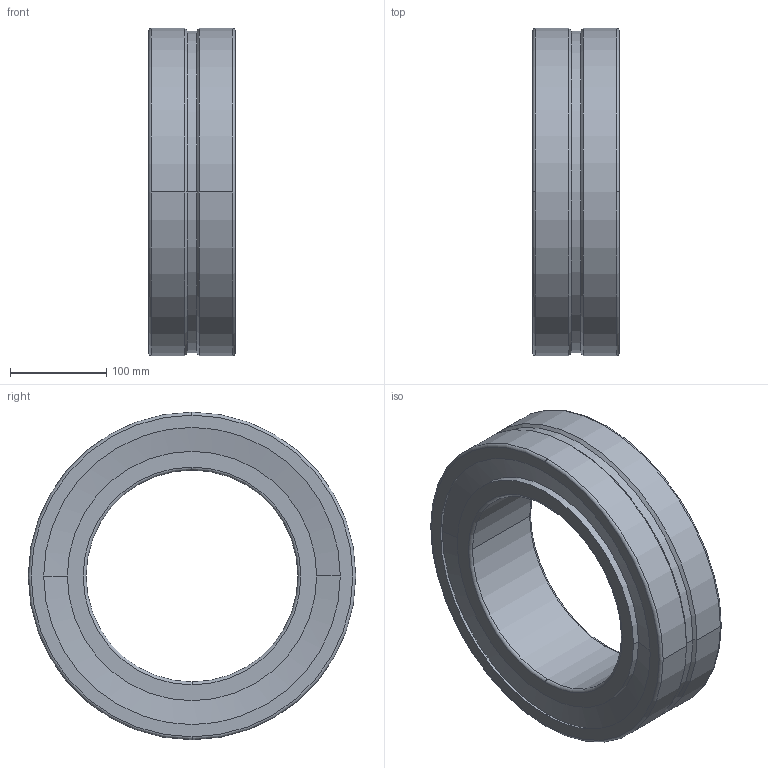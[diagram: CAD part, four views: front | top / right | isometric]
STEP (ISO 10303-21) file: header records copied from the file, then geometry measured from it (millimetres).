
FILE_DESCRIPTION(('STEP AP214'),'1');
FILE_NAME('snr_23044emw33_0.stp','2024-02-07T20:46:48',('TraceParts'),('TraceParts S.A.'),'Spatial InterOp 3D',' ',' ');
FILE_SCHEMA(('AUTOMOTIVE_DESIGN { 1 0 10303 214 1 1 1 1 }'));
Length unit declared in the file: millimetre
Products named in the file (1): snr_23044emw33_0_1
Bounding box: 90 x 340 x 340 mm (x, y, z)
Volume: 4220529.4 mm3; surface area: 626809.4 mm2
Topology: 4 solids, 4 shells, 58 faces, 162 edges, 103 vertices
Faces by surface type: torus 16, cone 16, cylinder 16, sphere 6, plane 4
Entity records: 2018 total; most frequent: DIRECTION 403, CARTESIAN_POINT 390, ORIENTED_EDGE 316, AXIS2_PLACEMENT_3D 186, EDGE_CURVE 158, CIRCLE 124, VERTEX_POINT 103, EDGE_LOOP 63
